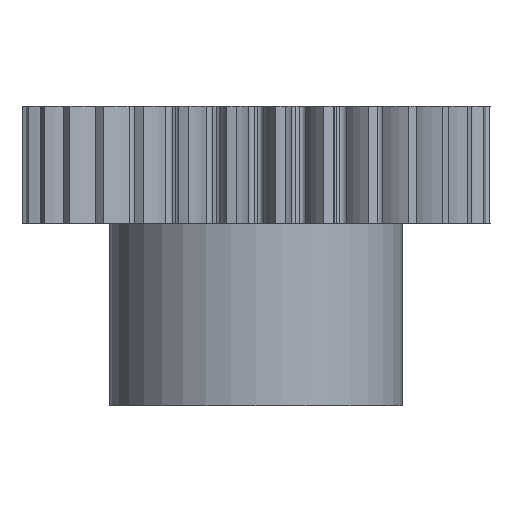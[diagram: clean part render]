
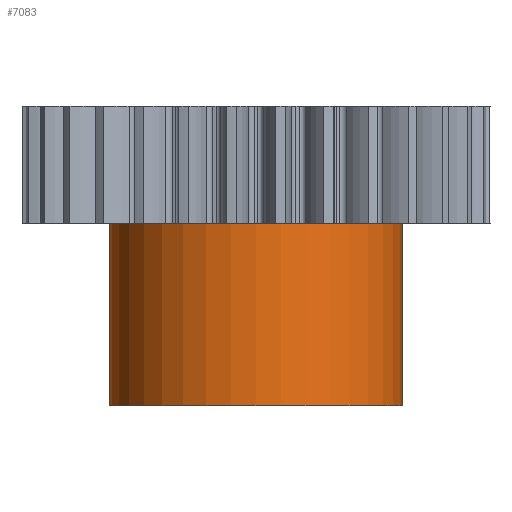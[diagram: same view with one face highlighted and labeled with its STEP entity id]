
A CAD part, front view. The second image highlights one B-rep face of the part: STEP entity #7083.
In plain terms, the highlighted cylindrical face has radius 40 mm (diameter 80 mm), a partial arc.
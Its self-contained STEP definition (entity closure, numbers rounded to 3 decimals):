
#1399 = CARTESIAN_POINT ( 'NONE',  ( 0., 0., 0. ) ) ;
#1404 = AXIS2_PLACEMENT_3D ( 'NONE', #1399, #1429, #1428 ) ;
#1405 = CIRCLE ( 'NONE', #1404, 40. ) ;
#1428 = DIRECTION ( 'NONE',  ( 1., 0., 0. ) ) ;
#1429 = DIRECTION ( 'NONE',  ( 0., 0., 1. ) ) ;
#3671 = DIRECTION ( 'NONE',  ( 1., 0., 0. ) ) ;
#3672 = DIRECTION ( 'NONE',  ( 0., 0., 1. ) ) ;
#3673 = CARTESIAN_POINT ( 'NONE',  ( 0., 0., -50. ) ) ;
#3686 = AXIS2_PLACEMENT_3D ( 'NONE', #3673, #3672, #3671 ) ;
#3699 = CIRCLE ( 'NONE', #3686, 40. ) ;
#3888 = AXIS2_PLACEMENT_3D ( 'NONE', #3935, #3929, #3925 ) ;
#3891 = FACE_OUTER_BOUND ( 'NONE', #6965, .T. ) ;
#3914 = CYLINDRICAL_SURFACE ( 'NONE', #3888, 40. ) ;
#3925 = DIRECTION ( 'NONE',  ( 1., 0., 0. ) ) ;
#3929 = DIRECTION ( 'NONE',  ( 0., 0., 1. ) ) ;
#3935 = CARTESIAN_POINT ( 'NONE',  ( 0., 0., -50. ) ) ;
#4221 = VERTEX_POINT ( 'NONE', #5983 ) ;
#4269 = VERTEX_POINT ( 'NONE', #6234 ) ;
#4270 = VERTEX_POINT ( 'NONE', #6220 ) ;
#4286 = EDGE_CURVE ( 'NONE', #4221, #4330, #6175, .T. ) ;
#4326 = EDGE_CURVE ( 'NONE', #4269, #4270, #6257, .T. ) ;
#4330 = VERTEX_POINT ( 'NONE', #6276 ) ;
#5030 = EDGE_CURVE ( 'NONE', #4270, #4330, #1405, .T. ) ;
#5983 = CARTESIAN_POINT ( 'NONE',  ( 40., 0., -50. ) ) ;
#6175 = LINE ( 'NONE', #6183, #6182 ) ;
#6181 = DIRECTION ( 'NONE',  ( 0., 0., 1. ) ) ;
#6182 = VECTOR ( 'NONE', #6181, 1000. ) ;
#6183 = CARTESIAN_POINT ( 'NONE',  ( 40., 0., -50. ) ) ;
#6220 = CARTESIAN_POINT ( 'NONE',  ( -40., 0., 0. ) ) ;
#6234 = CARTESIAN_POINT ( 'NONE',  ( -40., 0., -50. ) ) ;
#6257 = LINE ( 'NONE', #6299, #6298 ) ;
#6276 = CARTESIAN_POINT ( 'NONE',  ( 40., 0., 0. ) ) ;
#6297 = DIRECTION ( 'NONE',  ( 0., 0., 1. ) ) ;
#6298 = VECTOR ( 'NONE', #6297, 1000. ) ;
#6299 = CARTESIAN_POINT ( 'NONE',  ( -40., 0., -50. ) ) ;
#6964 = ORIENTED_EDGE ( 'NONE', *, *, #7054, .T. ) ;
#6965 = EDGE_LOOP ( 'NONE', ( #7056, #6964, #6968, #7016 ) ) ;
#6968 = ORIENTED_EDGE ( 'NONE', *, *, #4286, .T. ) ;
#7016 = ORIENTED_EDGE ( 'NONE', *, *, #5030, .F. ) ;
#7054 = EDGE_CURVE ( 'NONE', #4269, #4221, #3699, .T. ) ;
#7056 = ORIENTED_EDGE ( 'NONE', *, *, #4326, .F. ) ;
#7083 = ADVANCED_FACE ( 'NONE', ( #3891 ), #3914, .T. ) ;
